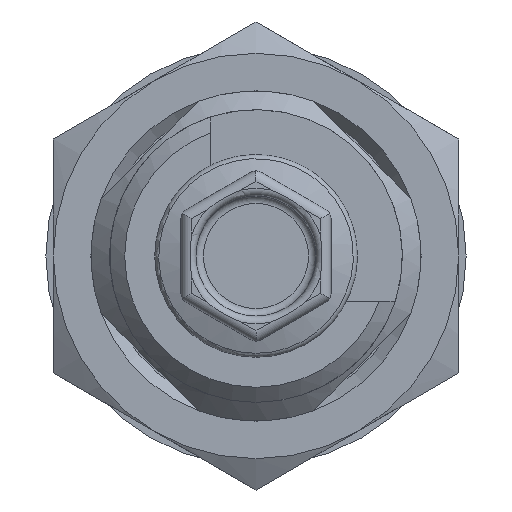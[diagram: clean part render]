
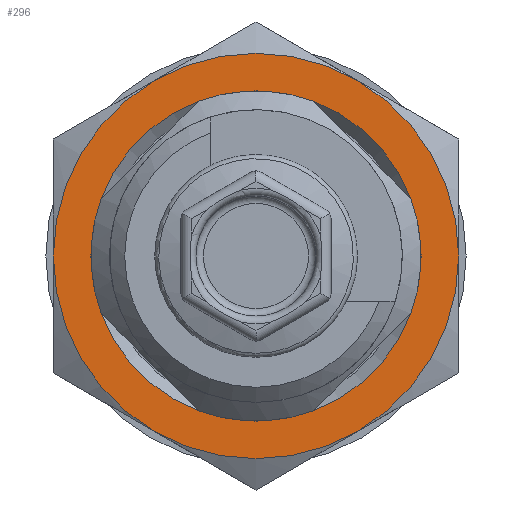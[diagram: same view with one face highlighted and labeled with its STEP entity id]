
A CAD part, front view. The second image highlights one B-rep face of the part: STEP entity #296.
In plain terms, the highlighted face is planar.
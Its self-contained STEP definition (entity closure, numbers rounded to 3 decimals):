
#296 = ADVANCED_FACE( '', ( #622, #623 ), #624, .T. );
#622 = FACE_BOUND( '', #1010, .T. );
#623 = FACE_OUTER_BOUND( '', #1011, .T. );
#624 = PLANE( '', #1012 );
#1010 = EDGE_LOOP( '', ( #1566 ) );
#1011 = EDGE_LOOP( '', ( #1567, #1568, #1569, #1570, #1571, #1572 ) );
#1012 = AXIS2_PLACEMENT_3D( '', #1573, #1574, #1575 );
#1566 = ORIENTED_EDGE( '', *, *, #2335, .T. );
#1567 = ORIENTED_EDGE( '', *, *, #2336, .F. );
#1568 = ORIENTED_EDGE( '', *, *, #2337, .F. );
#1569 = ORIENTED_EDGE( '', *, *, #2338, .F. );
#1570 = ORIENTED_EDGE( '', *, *, #2339, .F. );
#1571 = ORIENTED_EDGE( '', *, *, #2340, .F. );
#1572 = ORIENTED_EDGE( '', *, *, #2341, .F. );
#1573 = CARTESIAN_POINT( '', ( 13.5, 4., 0. ) );
#1574 = DIRECTION( '', ( 0., 1., 0. ) );
#1575 = DIRECTION( '', ( 0., 0., 1. ) );
#2335 = EDGE_CURVE( '', #2790, #2790, #2791, .T. );
#2336 = EDGE_CURVE( '', #2792, #2793, #2794, .T. );
#2337 = EDGE_CURVE( '', #2615, #2792, #2795, .T. );
#2338 = EDGE_CURVE( '', #2796, #2615, #2797, .T. );
#2339 = EDGE_CURVE( '', #2798, #2796, #2799, .T. );
#2340 = EDGE_CURVE( '', #2690, #2798, #2800, .T. );
#2341 = EDGE_CURVE( '', #2793, #2690, #2801, .T. );
#2615 = VERTEX_POINT( '', #3253 );
#2690 = VERTEX_POINT( '', #3388 );
#2790 = VERTEX_POINT( '', #3535 );
#2791 = CIRCLE( '', #3536, 11. );
#2792 = VERTEX_POINT( '', #3537 );
#2793 = VERTEX_POINT( '', #3538 );
#2794 = CIRCLE( '', #3539, 13.5 );
#2795 = CIRCLE( '', #3540, 13.5 );
#2796 = VERTEX_POINT( '', #3541 );
#2797 = CIRCLE( '', #3542, 13.5 );
#2798 = VERTEX_POINT( '', #3543 );
#2799 = CIRCLE( '', #3544, 13.5 );
#2800 = CIRCLE( '', #3545, 13.5 );
#2801 = CIRCLE( '', #3546, 13.5 );
#3253 = CARTESIAN_POINT( '', ( 6.75, 4., -11.691 ) );
#3388 = CARTESIAN_POINT( '', ( -6.75, 4., 11.691 ) );
#3535 = CARTESIAN_POINT( '', ( 0., 4., -11. ) );
#3536 = AXIS2_PLACEMENT_3D( '', #4103, #4104, #4105 );
#3537 = CARTESIAN_POINT( '', ( 13.5, 4., 0. ) );
#3538 = CARTESIAN_POINT( '', ( 6.75, 4., 11.691 ) );
#3539 = AXIS2_PLACEMENT_3D( '', #4106, #4107, #4108 );
#3540 = AXIS2_PLACEMENT_3D( '', #4109, #4110, #4111 );
#3541 = CARTESIAN_POINT( '', ( -6.75, 4., -11.691 ) );
#3542 = AXIS2_PLACEMENT_3D( '', #4112, #4113, #4114 );
#3543 = CARTESIAN_POINT( '', ( -13.5, 4., 0. ) );
#3544 = AXIS2_PLACEMENT_3D( '', #4115, #4116, #4117 );
#3545 = AXIS2_PLACEMENT_3D( '', #4118, #4119, #4120 );
#3546 = AXIS2_PLACEMENT_3D( '', #4121, #4122, #4123 );
#4103 = CARTESIAN_POINT( '', ( 0., 4., 0. ) );
#4104 = DIRECTION( '', ( 0., -1., 0. ) );
#4105 = DIRECTION( '', ( 0., 0., -1. ) );
#4106 = CARTESIAN_POINT( '', ( 0., 4., 0. ) );
#4107 = DIRECTION( '', ( 0., -1., 0. ) );
#4108 = DIRECTION( '', ( 0., 0., -1. ) );
#4109 = CARTESIAN_POINT( '', ( 0., 4., 0. ) );
#4110 = DIRECTION( '', ( 0., -1., 0. ) );
#4111 = DIRECTION( '', ( 0., 0., -1. ) );
#4112 = CARTESIAN_POINT( '', ( 0., 4., 0. ) );
#4113 = DIRECTION( '', ( 0., -1., 0. ) );
#4114 = DIRECTION( '', ( 0., 0., -1. ) );
#4115 = CARTESIAN_POINT( '', ( 0., 4., 0. ) );
#4116 = DIRECTION( '', ( 0., -1., 0. ) );
#4117 = DIRECTION( '', ( 0., 0., -1. ) );
#4118 = CARTESIAN_POINT( '', ( 0., 4., 0. ) );
#4119 = DIRECTION( '', ( 0., -1., 0. ) );
#4120 = DIRECTION( '', ( 0., 0., -1. ) );
#4121 = CARTESIAN_POINT( '', ( 0., 4., 0. ) );
#4122 = DIRECTION( '', ( 0., -1., 0. ) );
#4123 = DIRECTION( '', ( 0., 0., -1. ) );
